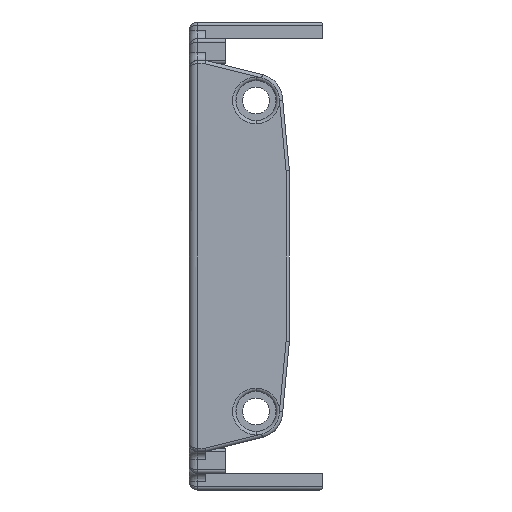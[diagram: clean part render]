
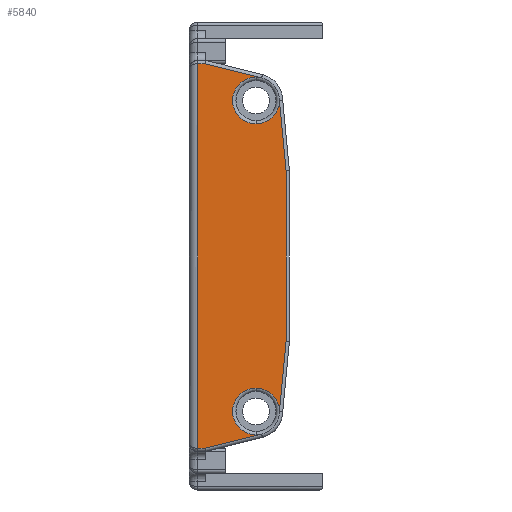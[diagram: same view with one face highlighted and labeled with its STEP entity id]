
A CAD part, left-side view. The second image highlights one B-rep face of the part: STEP entity #5840.
In plain terms, the highlighted planar face has unit normal (-1, 0, 0).
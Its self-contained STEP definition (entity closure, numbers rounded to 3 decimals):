
#37 = CARTESIAN_POINT ( 'NONE',  ( -124.8, 13., 25.452 ) ) ;
#243 = DIRECTION ( 'NONE',  ( 0., 0.97, 0.243 ) ) ;
#287 = EDGE_CURVE ( 'NONE', #1334, #8046, #5107, .T. ) ;
#316 = VECTOR ( 'NONE', #7386, 1000. ) ;
#398 = EDGE_LOOP ( 'NONE', ( #4384, #6679, #6893, #6522, #6371, #2814, #8279, #5039, #2630, #6174, #2104, #649, #1272, #4285 ) ) ;
#432 = VECTOR ( 'NONE', #243, 1000. ) ;
#556 = VERTEX_POINT ( 'NONE', #1938 ) ;
#649 = ORIENTED_EDGE ( 'NONE', *, *, #1611, .T. ) ;
#660 = DIRECTION ( 'NONE',  ( 1., 0., 0. ) ) ;
#836 = LINE ( 'NONE', #7128, #432 ) ;
#902 = CIRCLE ( 'NONE', #3211, 7. ) ;
#1192 = AXIS2_PLACEMENT_3D ( 'NONE', #7903, #4396, #2212 ) ;
#1272 = ORIENTED_EDGE ( 'NONE', *, *, #2447, .T. ) ;
#1300 = CARTESIAN_POINT ( 'NONE',  ( -124.8, 22., -39.5 ) ) ;
#1334 = VERTEX_POINT ( 'NONE', #4995 ) ;
#1377 = CARTESIAN_POINT ( 'NONE',  ( -124.8, 0., 57.5 ) ) ;
#1462 = CIRCLE ( 'NONE', #1899, 7. ) ;
#1595 = CARTESIAN_POINT ( 'NONE',  ( -124.8, 22., 46.5 ) ) ;
#1611 = EDGE_CURVE ( 'NONE', #5124, #8653, #902, .T. ) ;
#1787 = VERTEX_POINT ( 'NONE', #4852 ) ;
#1899 = AXIS2_PLACEMENT_3D ( 'NONE', #7400, #8796, #2607 ) ;
#1938 = CARTESIAN_POINT ( 'NONE',  ( -124.8, 22., 53.5 ) ) ;
#1985 = CARTESIAN_POINT ( 'NONE',  ( -124.8, 22., -46.5 ) ) ;
#1986 = PLANE ( 'NONE',  #4233 ) ;
#1992 = DIRECTION ( 'NONE',  ( 0., 0., 1. ) ) ;
#2075 = CARTESIAN_POINT ( 'NONE',  ( -124.8, 0., 0. ) ) ;
#2104 = ORIENTED_EDGE ( 'NONE', *, *, #2684, .T. ) ;
#2132 = CARTESIAN_POINT ( 'NONE',  ( -124.8, 22., -53.5 ) ) ;
#2173 = EDGE_CURVE ( 'NONE', #8046, #4743, #7734, .T. ) ;
#2212 = DIRECTION ( 'NONE',  ( 0., 0., 1. ) ) ;
#2233 = CIRCLE ( 'NONE', #3104, 7. ) ;
#2255 = CIRCLE ( 'NONE', #4876, 7. ) ;
#2366 = VERTEX_POINT ( 'NONE', #7438 ) ;
#2400 = DIRECTION ( 'NONE',  ( 0., 0.095, 0.995 ) ) ;
#2403 = DIRECTION ( 'NONE',  ( 1., 0., 0. ) ) ;
#2430 = DIRECTION ( 'NONE',  ( 0., 0., 1. ) ) ;
#2447 = EDGE_CURVE ( 'NONE', #8653, #556, #1462, .T. ) ;
#2535 = LINE ( 'NONE', #8817, #3783 ) ;
#2546 = LINE ( 'NONE', #4552, #316 ) ;
#2607 = DIRECTION ( 'NONE',  ( 0., 0., 1. ) ) ;
#2630 = ORIENTED_EDGE ( 'NONE', *, *, #5491, .T. ) ;
#2684 = EDGE_CURVE ( 'NONE', #4040, #5124, #3678, .T. ) ;
#2697 = VECTOR ( 'NONE', #6361, 1000. ) ;
#2814 = ORIENTED_EDGE ( 'NONE', *, *, #287, .T. ) ;
#2826 = EDGE_CURVE ( 'NONE', #1787, #8318, #2535, .T. ) ;
#3044 = CARTESIAN_POINT ( 'NONE',  ( -124.8, 14.995, 46.405 ) ) ;
#3104 = AXIS2_PLACEMENT_3D ( 'NONE', #1985, #5429, #4074 ) ;
#3211 = AXIS2_PLACEMENT_3D ( 'NONE', #4676, #3260, #1992 ) ;
#3260 = DIRECTION ( 'NONE',  ( 1., 0., 0. ) ) ;
#3268 = EDGE_CURVE ( 'NONE', #5603, #1787, #5684, .T. ) ;
#3397 = DIRECTION ( 'NONE',  ( 0., 0., -1. ) ) ;
#3678 = LINE ( 'NONE', #3044, #7095 ) ;
#3783 = VECTOR ( 'NONE', #3397, 1000. ) ;
#3849 = AXIS2_PLACEMENT_3D ( 'NONE', #6908, #660, #7625 ) ;
#3913 = LINE ( 'NONE', #8017, #5620 ) ;
#4024 = EDGE_CURVE ( 'NONE', #4743, #8869, #2233, .T. ) ;
#4040 = VERTEX_POINT ( 'NONE', #37 ) ;
#4074 = DIRECTION ( 'NONE',  ( 0., 0., 1. ) ) ;
#4119 = DIRECTION ( 'NONE',  ( -1., 0., 0. ) ) ;
#4185 = EDGE_CURVE ( 'NONE', #6849, #4040, #4482, .T. ) ;
#4203 = LINE ( 'NONE', #4927, #8035 ) ;
#4233 = AXIS2_PLACEMENT_3D ( 'NONE', #2075, #4119, #4759 ) ;
#4285 = ORIENTED_EDGE ( 'NONE', *, *, #7870, .T. ) ;
#4384 = ORIENTED_EDGE ( 'NONE', *, *, #4442, .T. ) ;
#4396 = DIRECTION ( 'NONE',  ( 1., 0., 0. ) ) ;
#4442 = EDGE_CURVE ( 'NONE', #6588, #5603, #836, .T. ) ;
#4482 = LINE ( 'NONE', #7227, #5785 ) ;
#4552 = CARTESIAN_POINT ( 'NONE',  ( -124.8, 10.481, 0.998 ) ) ;
#4676 = CARTESIAN_POINT ( 'NONE',  ( -124.8, 22., 46.5 ) ) ;
#4743 = VERTEX_POINT ( 'NONE', #1300 ) ;
#4759 = DIRECTION ( 'NONE',  ( 0., 0., 1. ) ) ;
#4803 = FACE_OUTER_BOUND ( 'NONE', #398, .T. ) ;
#4852 = CARTESIAN_POINT ( 'NONE',  ( -124.8, 39.5, 57.5 ) ) ;
#4876 = AXIS2_PLACEMENT_3D ( 'NONE', #1595, #2403, #6441 ) ;
#4927 = CARTESIAN_POINT ( 'NONE',  ( -124.8, 0., -57.5 ) ) ;
#4995 = CARTESIAN_POINT ( 'NONE',  ( -124.8, 20.301, -53.291 ) ) ;
#5039 = ORIENTED_EDGE ( 'NONE', *, *, #4024, .T. ) ;
#5062 = CARTESIAN_POINT ( 'NONE',  ( -124.8, 22., 39.5 ) ) ;
#5107 = CIRCLE ( 'NONE', #1192, 7. ) ;
#5124 = VERTEX_POINT ( 'NONE', #5245 ) ;
#5171 = CARTESIAN_POINT ( 'NONE',  ( -124.8, 37.123, 57.5 ) ) ;
#5245 = CARTESIAN_POINT ( 'NONE',  ( -124.8, 15., 46.454 ) ) ;
#5429 = DIRECTION ( 'NONE',  ( 1., 0., 0. ) ) ;
#5491 = EDGE_CURVE ( 'NONE', #8869, #6849, #2546, .T. ) ;
#5603 = VERTEX_POINT ( 'NONE', #5171 ) ;
#5620 = VECTOR ( 'NONE', #6673, 1000. ) ;
#5684 = LINE ( 'NONE', #1377, #2697 ) ;
#5785 = VECTOR ( 'NONE', #2430, 1000. ) ;
#5840 = ADVANCED_FACE ( 'NONE', ( #4803 ), #1986, .T. ) ;
#6174 = ORIENTED_EDGE ( 'NONE', *, *, #4185, .T. ) ;
#6215 = CARTESIAN_POINT ( 'NONE',  ( -124.8, 20.301, 53.291 ) ) ;
#6361 = DIRECTION ( 'NONE',  ( 0., 1., 0. ) ) ;
#6371 = ORIENTED_EDGE ( 'NONE', *, *, #6509, .T. ) ;
#6441 = DIRECTION ( 'NONE',  ( 0., 0., 1. ) ) ;
#6509 = EDGE_CURVE ( 'NONE', #2366, #1334, #3913, .T. ) ;
#6522 = ORIENTED_EDGE ( 'NONE', *, *, #8592, .T. ) ;
#6588 = VERTEX_POINT ( 'NONE', #6215 ) ;
#6673 = DIRECTION ( 'NONE',  ( 0., -0.97, 0.243 ) ) ;
#6679 = ORIENTED_EDGE ( 'NONE', *, *, #3268, .T. ) ;
#6748 = CARTESIAN_POINT ( 'NONE',  ( -124.8, 13., -25.452 ) ) ;
#6849 = VERTEX_POINT ( 'NONE', #6748 ) ;
#6893 = ORIENTED_EDGE ( 'NONE', *, *, #2826, .T. ) ;
#6908 = CARTESIAN_POINT ( 'NONE',  ( -124.8, 22., -46.5 ) ) ;
#7095 = VECTOR ( 'NONE', #2400, 1000. ) ;
#7106 = CARTESIAN_POINT ( 'NONE',  ( -124.8, 39.5, -57.5 ) ) ;
#7128 = CARTESIAN_POINT ( 'NONE',  ( -124.8, -11.353, 45.37 ) ) ;
#7227 = CARTESIAN_POINT ( 'NONE',  ( -124.8, 13., 25.5 ) ) ;
#7386 = DIRECTION ( 'NONE',  ( 0., -0.095, 0.995 ) ) ;
#7400 = CARTESIAN_POINT ( 'NONE',  ( -124.8, 22., 46.5 ) ) ;
#7438 = CARTESIAN_POINT ( 'NONE',  ( -124.8, 37.123, -57.5 ) ) ;
#7625 = DIRECTION ( 'NONE',  ( 0., 0., 1. ) ) ;
#7669 = DIRECTION ( 'NONE',  ( 0., -1., 0. ) ) ;
#7734 = CIRCLE ( 'NONE', #3849, 7. ) ;
#7870 = EDGE_CURVE ( 'NONE', #556, #6588, #2255, .T. ) ;
#7903 = CARTESIAN_POINT ( 'NONE',  ( -124.8, 22., -46.5 ) ) ;
#8017 = CARTESIAN_POINT ( 'NONE',  ( -124.8, 20.301, -53.291 ) ) ;
#8035 = VECTOR ( 'NONE', #7669, 1000. ) ;
#8046 = VERTEX_POINT ( 'NONE', #2132 ) ;
#8279 = ORIENTED_EDGE ( 'NONE', *, *, #2173, .T. ) ;
#8318 = VERTEX_POINT ( 'NONE', #7106 ) ;
#8592 = EDGE_CURVE ( 'NONE', #8318, #2366, #4203, .T. ) ;
#8653 = VERTEX_POINT ( 'NONE', #5062 ) ;
#8790 = CARTESIAN_POINT ( 'NONE',  ( -124.8, 15., -46.454 ) ) ;
#8796 = DIRECTION ( 'NONE',  ( 1., 0., 0. ) ) ;
#8817 = CARTESIAN_POINT ( 'NONE',  ( -124.8, 39.5, 0. ) ) ;
#8869 = VERTEX_POINT ( 'NONE', #8790 ) ;
